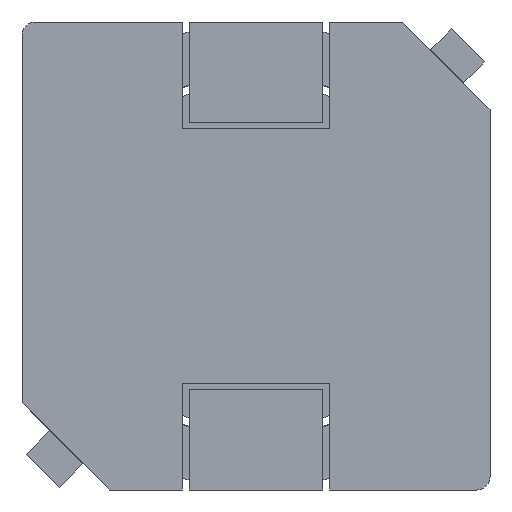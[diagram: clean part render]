
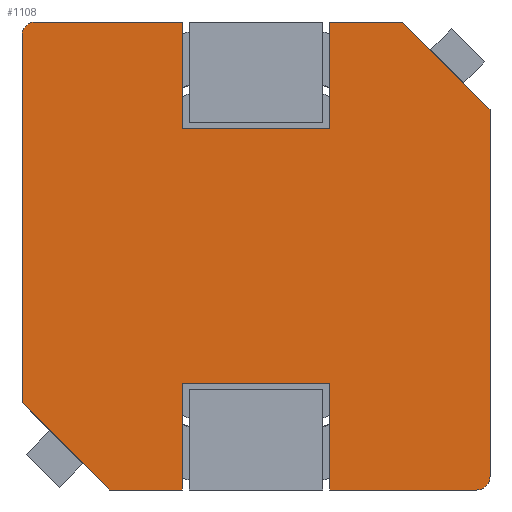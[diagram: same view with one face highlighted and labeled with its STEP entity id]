
A CAD part, front view. The second image highlights one B-rep face of the part: STEP entity #1108.
In plain terms, the highlighted planar face has unit normal (0, -1, 0).
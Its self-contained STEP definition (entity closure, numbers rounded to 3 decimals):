
#17=DIRECTION('',(0.,0.,-1.));
#18=VECTOR('',#17,1.6);
#19=CARTESIAN_POINT('',(1.1,0.,3.5));
#20=LINE('',#19,#18);
#21=DIRECTION('',(1.,0.,0.));
#22=VECTOR('',#21,1.097);
#23=CARTESIAN_POINT('',(1.1,0.,3.5));
#24=LINE('',#23,#22);
#25=DIRECTION('',(0.707,0.,-0.707));
#26=VECTOR('',#25,1.843);
#27=CARTESIAN_POINT('',(2.197,0.,3.5));
#28=LINE('',#27,#26);
#29=DIRECTION('',(0.,0.,-1.));
#30=VECTOR('',#29,5.497);
#31=CARTESIAN_POINT('',(3.5,0.,2.197));
#32=LINE('',#31,#30);
#33=CARTESIAN_POINT('',(3.3,0.,-3.3));
#34=DIRECTION('',(0.,-1.,0.));
#35=DIRECTION('',(0.,0.,-1.));
#36=AXIS2_PLACEMENT_3D('',#33,#34,#35);
#38=DIRECTION('',(-1.,0.,0.));
#39=VECTOR('',#38,2.2);
#40=CARTESIAN_POINT('',(3.3,0.,-3.5));
#41=LINE('',#40,#39);
#42=DIRECTION('',(0.,0.,1.));
#43=VECTOR('',#42,1.6);
#44=CARTESIAN_POINT('',(1.1,0.,-3.5));
#45=LINE('',#44,#43);
#46=DIRECTION('',(1.,0.,0.));
#47=VECTOR('',#46,2.2);
#48=CARTESIAN_POINT('',(-1.1,0.,-1.9));
#49=LINE('',#48,#47);
#50=DIRECTION('',(0.,0.,1.));
#51=VECTOR('',#50,1.6);
#52=CARTESIAN_POINT('',(-1.1,0.,-3.5));
#53=LINE('',#52,#51);
#54=DIRECTION('',(-1.,0.,0.));
#55=VECTOR('',#54,1.097);
#56=CARTESIAN_POINT('',(-1.1,0.,-3.5));
#57=LINE('',#56,#55);
#58=DIRECTION('',(-0.707,0.,0.707));
#59=VECTOR('',#58,1.843);
#60=CARTESIAN_POINT('',(-2.197,0.,-3.5));
#61=LINE('',#60,#59);
#62=DIRECTION('',(0.,0.,1.));
#63=VECTOR('',#62,5.497);
#64=CARTESIAN_POINT('',(-3.5,0.,-2.197));
#65=LINE('',#64,#63);
#66=CARTESIAN_POINT('',(-3.3,0.,3.3));
#67=DIRECTION('',(0.,-1.,0.));
#68=DIRECTION('',(0.,0.,1.));
#69=AXIS2_PLACEMENT_3D('',#66,#67,#68);
#71=DIRECTION('',(1.,0.,0.));
#72=VECTOR('',#71,2.2);
#73=CARTESIAN_POINT('',(-3.3,0.,3.5));
#74=LINE('',#73,#72);
#75=DIRECTION('',(0.,0.,-1.));
#76=VECTOR('',#75,1.6);
#77=CARTESIAN_POINT('',(-1.1,0.,3.5));
#78=LINE('',#77,#76);
#79=DIRECTION('',(-1.,0.,0.));
#80=VECTOR('',#79,2.2);
#81=CARTESIAN_POINT('',(1.1,0.,1.9));
#82=LINE('',#81,#80);
#825=CARTESIAN_POINT('',(-2.197,0.,-3.5));
#826=CARTESIAN_POINT('',(-3.5,0.,-2.197));
#827=VERTEX_POINT('',#825);
#828=VERTEX_POINT('',#826);
#829=CARTESIAN_POINT('',(2.197,0.,3.5));
#830=CARTESIAN_POINT('',(3.5,0.,2.197));
#831=VERTEX_POINT('',#829);
#832=VERTEX_POINT('',#830);
#889=CARTESIAN_POINT('',(-3.3,0.,3.5));
#890=CARTESIAN_POINT('',(-3.5,0.,3.3));
#891=VERTEX_POINT('',#889);
#892=VERTEX_POINT('',#890);
#897=CARTESIAN_POINT('',(3.3,0.,-3.5));
#898=CARTESIAN_POINT('',(3.5,0.,-3.3));
#899=VERTEX_POINT('',#897);
#900=VERTEX_POINT('',#898);
#957=CARTESIAN_POINT('',(1.1,0.,3.5));
#958=CARTESIAN_POINT('',(1.1,0.,1.9));
#959=VERTEX_POINT('',#957);
#960=VERTEX_POINT('',#958);
#961=CARTESIAN_POINT('',(-1.1,0.,1.9));
#962=VERTEX_POINT('',#961);
#963=CARTESIAN_POINT('',(-1.1,0.,3.5));
#964=VERTEX_POINT('',#963);
#975=CARTESIAN_POINT('',(-1.1,0.,-3.5));
#976=CARTESIAN_POINT('',(-1.1,0.,-1.9));
#977=VERTEX_POINT('',#975);
#978=VERTEX_POINT('',#976);
#979=CARTESIAN_POINT('',(1.1,0.,-1.9));
#980=VERTEX_POINT('',#979);
#981=CARTESIAN_POINT('',(1.1,0.,-3.5));
#982=VERTEX_POINT('',#981);
#1069=CARTESIAN_POINT('',(0.,0.,0.));
#1070=DIRECTION('',(0.,1.,0.));
#1071=DIRECTION('',(1.,0.,0.));
#1072=AXIS2_PLACEMENT_3D('',#1069,#1070,#1071);
#1073=PLANE('',#1072);
#1075=ORIENTED_EDGE('',*,*,#1074,.F.);
#1077=ORIENTED_EDGE('',*,*,#1076,.T.);
#1079=ORIENTED_EDGE('',*,*,#1078,.T.);
#1081=ORIENTED_EDGE('',*,*,#1080,.T.);
#1083=ORIENTED_EDGE('',*,*,#1082,.F.);
#1085=ORIENTED_EDGE('',*,*,#1084,.T.);
#1087=ORIENTED_EDGE('',*,*,#1086,.T.);
#1089=ORIENTED_EDGE('',*,*,#1088,.F.);
#1091=ORIENTED_EDGE('',*,*,#1090,.F.);
#1093=ORIENTED_EDGE('',*,*,#1092,.T.);
#1095=ORIENTED_EDGE('',*,*,#1094,.T.);
#1097=ORIENTED_EDGE('',*,*,#1096,.T.);
#1099=ORIENTED_EDGE('',*,*,#1098,.F.);
#1101=ORIENTED_EDGE('',*,*,#1100,.T.);
#1103=ORIENTED_EDGE('',*,*,#1102,.T.);
#1105=ORIENTED_EDGE('',*,*,#1104,.F.);
#1106=EDGE_LOOP('',(#1075,#1077,#1079,#1081,#1083,#1085,#1087,#1089,#1091,#1093,
#1095,#1097,#1099,#1101,#1103,#1105));
#1107=FACE_OUTER_BOUND('',#1106,.F.);
#37=CIRCLE('',#36,0.2);
#70=CIRCLE('',#69,0.2);
#1074=EDGE_CURVE('',#959,#960,#20,.T.);
#1076=EDGE_CURVE('',#959,#831,#24,.T.);
#1078=EDGE_CURVE('',#831,#832,#28,.T.);
#1080=EDGE_CURVE('',#832,#900,#32,.T.);
#1082=EDGE_CURVE('',#899,#900,#37,.T.);
#1084=EDGE_CURVE('',#899,#982,#41,.T.);
#1086=EDGE_CURVE('',#982,#980,#45,.T.);
#1088=EDGE_CURVE('',#978,#980,#49,.T.);
#1090=EDGE_CURVE('',#977,#978,#53,.T.);
#1092=EDGE_CURVE('',#977,#827,#57,.T.);
#1094=EDGE_CURVE('',#827,#828,#61,.T.);
#1096=EDGE_CURVE('',#828,#892,#65,.T.);
#1098=EDGE_CURVE('',#891,#892,#70,.T.);
#1100=EDGE_CURVE('',#891,#964,#74,.T.);
#1102=EDGE_CURVE('',#964,#962,#78,.T.);
#1104=EDGE_CURVE('',#960,#962,#82,.T.);
#1108=ADVANCED_FACE('',(#1107),#1073,.F.);
